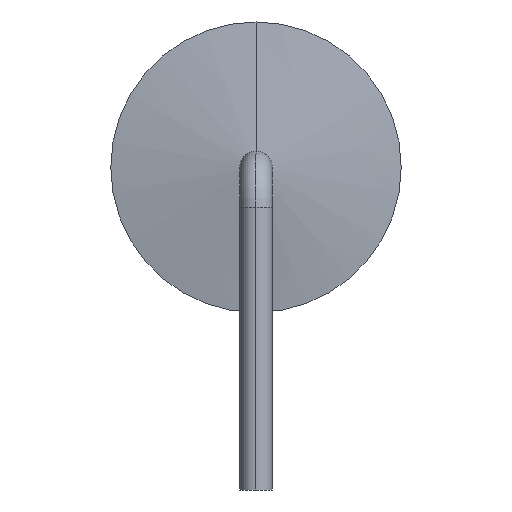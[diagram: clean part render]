
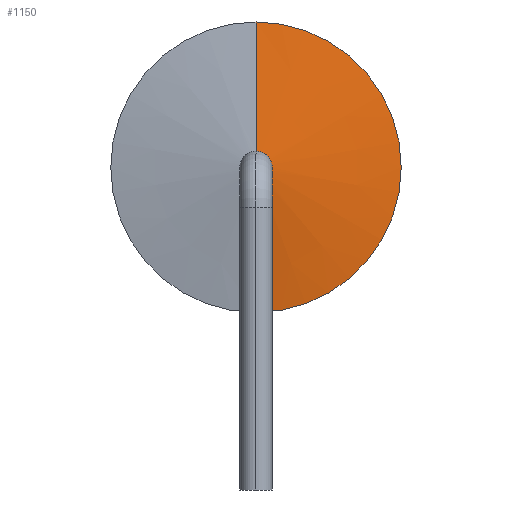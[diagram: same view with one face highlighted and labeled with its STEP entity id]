
A CAD part, left-side view. The second image highlights one B-rep face of the part: STEP entity #1150.
In plain terms, the highlighted conical face has half-angle 81.781 degrees and reference radius 6.923 mm.
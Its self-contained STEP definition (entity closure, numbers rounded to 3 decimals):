
#1070=CARTESIAN_POINT('POINT51',(0.45,0.,
   2.9));
#1071=VERTEX_POINT('VERTEX51',#1070);
#1078=CARTESIAN_POINT('POINT52',(0.45,0.,1.1
   ));
#1079=VERTEX_POINT('VERTEX52',#1078);
#1080=CARTESIAN_POINT('POS125',(0.45,0.,2.));
#1081=DIRECTION('DIR218',(-1.,0.,0.));
#1082=DIRECTION('DIR219',(0.,0.,-1.));
#1083=AXIS2_PLACEMENT_3D('AXIS94',#1080,#1081,#1082);
#1084=CIRCLE('ELLIPSE53',#1083,0.9);
#1085=EDGE_CURVE('EDGE84',#1079,#1071,#1084,.T.);
#1119=CARTESIAN_POINT('POINT53',(0.334,
   0.,1.9));
#1120=VERTEX_POINT('VERTEX53',#1119);
#1121=CARTESIAN_POINT('POS130',(0.45,0.,1.1)
   );
#1122=DIRECTION('DIR227',(-0.143,0.,
   0.99));
#1123=VECTOR('VEC33',#1122,1.);
#1124=LINE('STRAIGHT33',#1121,#1123);
#1125=EDGE_CURVE('EDGE87',#1079,#1120,#1124,.T.);
#1126=ORIENTED_EDGE('COEDGE171',*,*,#1125,.F.);
#1127=ORIENTED_EDGE('COEDGE172',*,*,#1085,.T.);
#1128=CARTESIAN_POINT('POINT54',(0.334,
   0.,2.1));
#1129=VERTEX_POINT('VERTEX54',#1128);
#1130=CARTESIAN_POINT('POS131',(0.45,0.,2.9
   ));
#1131=DIRECTION('DIR228',(-0.143,0.,
   -0.99));
#1132=VECTOR('VEC34',#1131,1.);
#1133=LINE('STRAIGHT34',#1130,#1132);
#1134=EDGE_CURVE('EDGE88',#1071,#1129,#1133,.T.);
#1135=ORIENTED_EDGE('COEDGE173',*,*,#1134,.T.);
#1136=CARTESIAN_POINT('POS132',(0.334,
   0.,2.));
#1137=DIRECTION('DIR229',(1.,0.,
   0.));
#1138=DIRECTION('DIR230',(0.,0.,
   1.));
#1139=AXIS2_PLACEMENT_3D('AXIS98',#1136,#1137,#1138);
#1140=CIRCLE('ELLIPSE55',#1139,0.1);
#1141=EDGE_CURVE('EDGE89',#1129,#1120,#1140,.T.);
#1142=ORIENTED_EDGE('COEDGE174',*,*,#1141,.T.);
#1143=EDGE_LOOP('NONE',(#1126,#1127,#1135,#1142));
#1144=FACE_BOUND('LOOP1',#1143,.T.);
#1145=CARTESIAN_POINT('POS133',(1.32,0.,2.));
#1146=DIRECTION('DIR231',(1.,0.,0.));
#1147=DIRECTION('DIR232',(0.,0.,1.));
#1148=AXIS2_PLACEMENT_3D('AXIS99',#1145,#1146,#1147);
#1149=CONICAL_SURFACE('CONE_SURF33',#1148,6.923,
   1.427);
#1150=ADVANCED_FACE('FACE44',(#1144),#1149,.T.);
